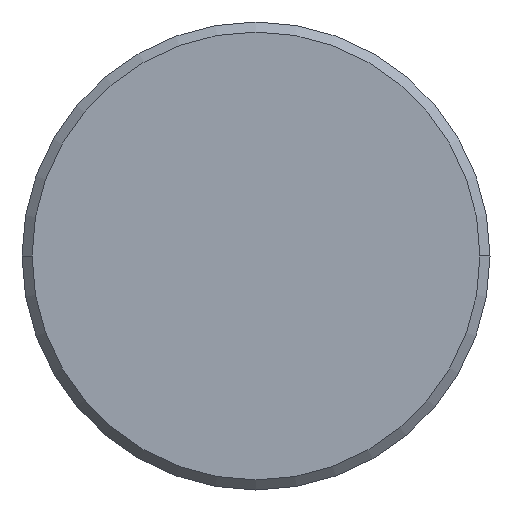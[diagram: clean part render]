
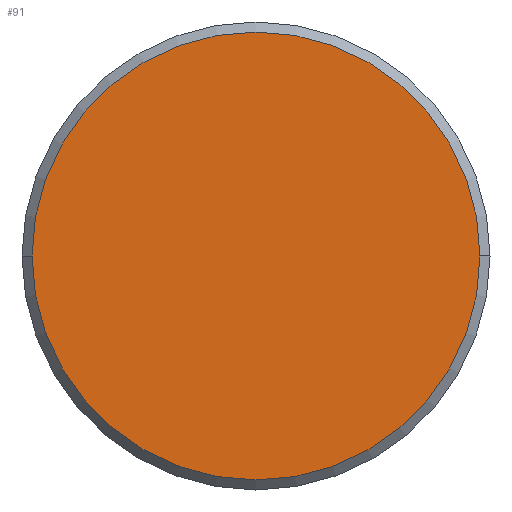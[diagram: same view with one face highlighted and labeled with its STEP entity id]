
A CAD part, left-side view. The second image highlights one B-rep face of the part: STEP entity #91.
In plain terms, the highlighted planar face has unit normal (-1, 0, 0).
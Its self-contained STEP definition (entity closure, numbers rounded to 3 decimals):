
#5 = PLANE ( 'NONE',  #206 ) ;
#13 = CARTESIAN_POINT ( 'NONE',  ( -51., 6.7, 0. ) ) ;
#22 = DIRECTION ( 'NONE',  ( 0., -1., 0. ) ) ;
#24 = DIRECTION ( 'NONE',  ( 1., 0., 0. ) ) ;
#34 = EDGE_CURVE ( 'NONE', #237, #307, #119, .T. ) ;
#50 = FACE_OUTER_BOUND ( 'NONE', #282, .T. ) ;
#64 = CARTESIAN_POINT ( 'NONE',  ( -51., 0., 0. ) ) ;
#77 = DIRECTION ( 'NONE',  ( 0., 1., 0. ) ) ;
#90 = ORIENTED_EDGE ( 'NONE', *, *, #132, .F. ) ;
#91 = ADVANCED_FACE ( 'NONE', ( #50 ), #5, .T. ) ;
#101 = CARTESIAN_POINT ( 'NONE',  ( -51., -6.7, 0. ) ) ;
#113 = CIRCLE ( 'NONE', #248, 6.7 ) ;
#117 = AXIS2_PLACEMENT_3D ( 'NONE', #64, #228, #77 ) ;
#119 = CIRCLE ( 'NONE', #117, 6.7 ) ;
#132 = EDGE_CURVE ( 'NONE', #307, #237, #113, .T. ) ;
#165 = DIRECTION ( 'NONE',  ( -1., 0., 0. ) ) ;
#168 = CARTESIAN_POINT ( 'NONE',  ( -51., 0., 0. ) ) ;
#192 = DIRECTION ( 'NONE',  ( 0., 1., 0. ) ) ;
#206 = AXIS2_PLACEMENT_3D ( 'NONE', #266, #165, #22 ) ;
#228 = DIRECTION ( 'NONE',  ( 1., 0., 0. ) ) ;
#237 = VERTEX_POINT ( 'NONE', #13 ) ;
#248 = AXIS2_PLACEMENT_3D ( 'NONE', #168, #24, #192 ) ;
#266 = CARTESIAN_POINT ( 'NONE',  ( -51., 0., 0. ) ) ;
#282 = EDGE_LOOP ( 'NONE', ( #312, #90 ) ) ;
#307 = VERTEX_POINT ( 'NONE', #101 ) ;
#312 = ORIENTED_EDGE ( 'NONE', *, *, #34, .F. ) ;
